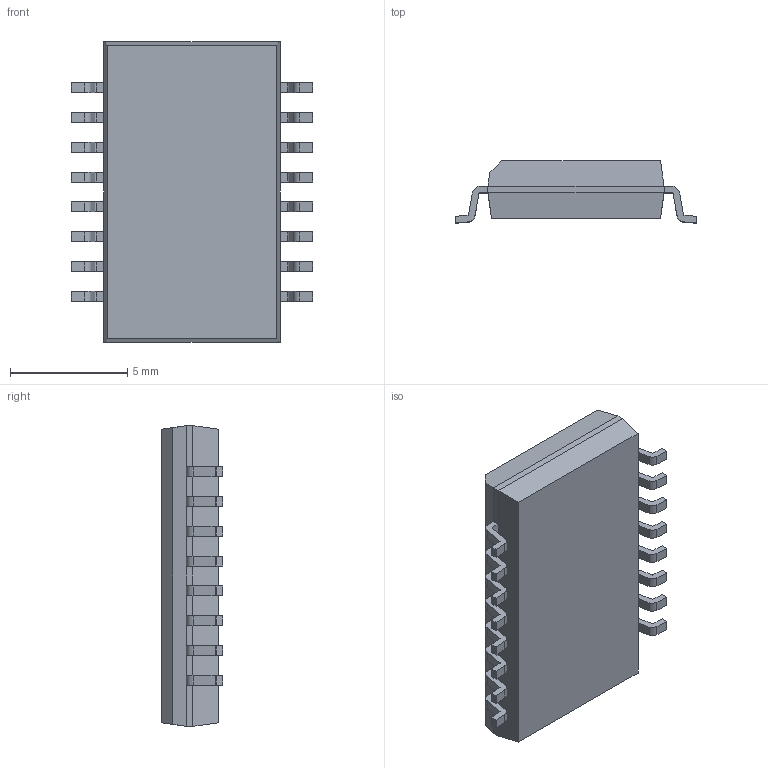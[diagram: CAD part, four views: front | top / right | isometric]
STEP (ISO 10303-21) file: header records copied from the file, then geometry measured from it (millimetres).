
FILE_DESCRIPTION (( 'STEP AP214' ), '1' );
FILE_NAME ('ADUM4221-2CRIZ-RL.STEP', '2021-12-25T12:15:44', ( '' ), ( '' ), 'SwSTEP 2.0', 'SolidWorks 2017', '' );
FILE_SCHEMA (( 'AUTOMOTIVE_DESIGN' ));
Length unit declared in the file: millimetre
Products named in the file (1): ADUM4221-2CRIZ-RL
Bounding box: 10.3 x 2.64 x 12.8 mm (x, y, z)
Volume: 230.7 mm3; surface area: 333 mm2
Topology: 18 solids, 18 shells, 244 faces, 613 edges, 406 vertices
Faces by surface type: plane 178, cylinder 66
Full cylindrical faces by diameter (mm): 0.7 x2
Entity records: 7442 total; most frequent: CARTESIAN_POINT 1262, DIRECTION 1233, ORIENTED_EDGE 1222, EDGE_CURVE 611, LINE 479, VECTOR 479, VERTEX_POINT 406, AXIS2_PLACEMENT_3D 377
